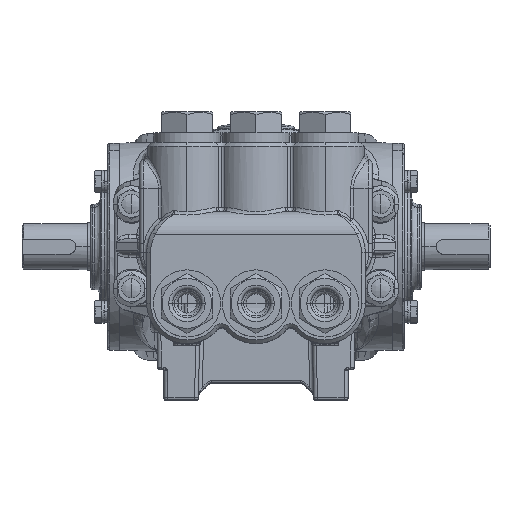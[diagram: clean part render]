
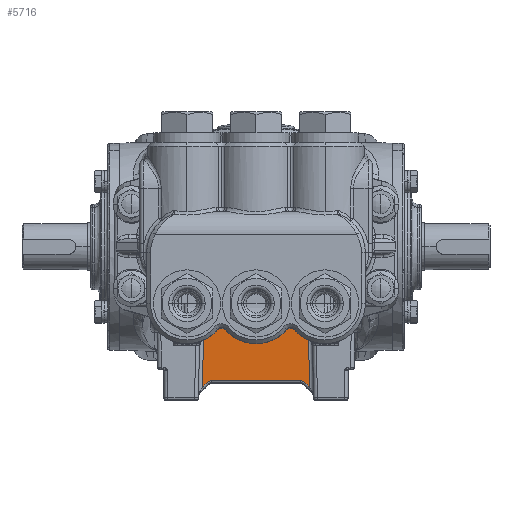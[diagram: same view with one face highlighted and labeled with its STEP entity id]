
A CAD part, top view. The second image highlights one B-rep face of the part: STEP entity #5716.
In plain terms, the highlighted planar face has unit normal (0, -0.018, 1).
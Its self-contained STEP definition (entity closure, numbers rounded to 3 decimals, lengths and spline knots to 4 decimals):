
#1100 = CARTESIAN_POINT ( 'NONE',  ( -0.9976, -2.795, 4.2975 ) ) ;
#1869 = VERTEX_POINT ( 'NONE', #107228 ) ;
#5617 = EDGE_CURVE ( 'NONE', #24291, #88294, #83204, .T. ) ;
#5716 = ADVANCED_FACE ( 'NONE', ( #75162 ), #94698, .T. ) ;
#5775 = CARTESIAN_POINT ( 'NONE',  ( 0.7177, -1.6684, 4.3172 ) ) ;
#8388 = ORIENTED_EDGE ( 'NONE', *, *, #63348, .T. ) ;
#8399 = ORIENTED_EDGE ( 'NONE', *, *, #5617, .F. ) ;
#11597 = VECTOR ( 'NONE', #72920, 39.3701 ) ;
#15735 = EDGE_CURVE ( 'NONE', #40723, #82067, #39016, .T. ) ;
#18112 = CARTESIAN_POINT ( 'NONE',  ( 0.9458, -2.7604, 4.2981 ) ) ;
#19240 = CARTESIAN_POINT ( 'NONE',  ( 0.914, -2.7604, 4.2981 ) ) ;
#19995 = CARTESIAN_POINT ( 'NONE',  ( 0.9976, -2.795, 4.2975 ) ) ;
#22280 = DIRECTION ( 'NONE',  ( 1., 0., 0. ) ) ;
#23074 = CARTESIAN_POINT ( 'NONE',  ( 1.0763, -1.6536, 4.3175 ) ) ;
#24291 = VERTEX_POINT ( 'NONE', #106626 ) ;
#24507 = ORIENTED_EDGE ( 'NONE', *, *, #96683, .T. ) ;
#26498 = EDGE_CURVE ( 'NONE', #40723, #46421, #99761, .T. ) ;
#26999 = CARTESIAN_POINT ( 'NONE',  ( -1.1264, -2.9239, 4.2953 ) ) ;
#30825 = CARTESIAN_POINT ( 'NONE',  ( -1.0751, -1.5883, 4.3186 ) ) ;
#31328 = CARTESIAN_POINT ( 'NONE',  ( -0.3589, -1.6762, 4.3171 ) ) ;
#31395 = CARTESIAN_POINT ( 'NONE',  ( 1.0751, -1.5883, 4.3186 ) ) ;
#32114 = ORIENTED_EDGE ( 'NONE', *, *, #85833, .T. ) ;
#32292 = CARTESIAN_POINT ( 'NONE',  ( 0., -1.6762, 4.3171 ) ) ;
#32517 = DIRECTION ( 'NONE',  ( 0., 1., 0.017 ) ) ;
#32990 = LINE ( 'NONE', #49160, #50891 ) ;
#36019 = CARTESIAN_POINT ( 'NONE',  ( -0.9976, -2.795, 4.2975 ) ) ;
#39016 = LINE ( 'NONE', #57475, #105114 ) ;
#40723 = VERTEX_POINT ( 'NONE', #95439 ) ;
#41713 = CARTESIAN_POINT ( 'NONE',  ( 1.1811, -3.1496, 4.2913 ) ) ;
#42228 = CARTESIAN_POINT ( 'NONE',  ( 0., -1.6762, 4.3171 ) ) ;
#46022 = ORIENTED_EDGE ( 'NONE', *, *, #52472, .F. ) ;
#46288 = EDGE_CURVE ( 'NONE', #94864, #92002, #52366, .T. ) ;
#46421 = VERTEX_POINT ( 'NONE', #1100 ) ;
#49160 = CARTESIAN_POINT ( 'NONE',  ( 1.1264, -2.9239, 4.2953 ) ) ;
#49826 = DIRECTION ( 'NONE',  ( 0., -0.017, 1. ) ) ;
#50891 = VECTOR ( 'NONE', #102110, 39.3701 ) ;
#52366 = B_SPLINE_CURVE_WITH_KNOTS ( 'NONE', 3,
 ( #23074, #5775, #76644, #32292 ),
 .UNSPECIFIED., .F., .F.,
 ( 4, 4 ),
 ( 0., 0.0273 ),
 .UNSPECIFIED. ) ;
#52472 = EDGE_CURVE ( 'NONE', #88294, #92002, #64889, .T. ) ;
#53337 = CARTESIAN_POINT ( 'NONE',  ( 0.9976, -2.795, 4.2975 ) ) ;
#53650 = CARTESIAN_POINT ( 'NONE',  ( 0.914, -2.7604, 4.2981 ) ) ;
#54096 = LINE ( 'NONE', #26999, #96847 ) ;
#57290 = CARTESIAN_POINT ( 'NONE',  ( -1.0763, -1.6536, 4.3175 ) ) ;
#57475 = CARTESIAN_POINT ( 'NONE',  ( 0.914, -2.7604, 4.2981 ) ) ;
#59309 = EDGE_CURVE ( 'NONE', #46421, #24291, #54096, .T. ) ;
#61598 = DIRECTION ( 'NONE',  ( -0.707, -0.707, -0.012 ) ) ;
#63348 = EDGE_CURVE ( 'NONE', #82067, #87936, #113915, .T. ) ;
#64889 = B_SPLINE_CURVE_WITH_KNOTS ( 'NONE', 3,
 ( #57290, #110201, #31328, #42228 ),
 .UNSPECIFIED., .F., .F.,
 ( 4, 4 ),
 ( 0., 0.0273 ),
 .UNSPECIFIED. ) ;
#65298 = CARTESIAN_POINT ( 'NONE',  ( 1.0763, -1.6536, 4.3175 ) ) ;
#67616 = ORIENTED_EDGE ( 'NONE', *, *, #26498, .F. ) ;
#67893 = ORIENTED_EDGE ( 'NONE', *, *, #59309, .F. ) ;
#70591 = CARTESIAN_POINT ( 'NONE',  ( -0.914, -2.7604, 4.2981 ) ) ;
#72920 = DIRECTION ( 'NONE',  ( 0.017, 1., 0.017 ) ) ;
#74231 = AXIS2_PLACEMENT_3D ( 'NONE', #41713, #49826, #32517 ) ;
#75144 = CARTESIAN_POINT ( 'NONE',  ( 0., -1.6762, 4.3171 ) ) ;
#75162 = FACE_OUTER_BOUND ( 'NONE', #91132, .T. ) ;
#76644 = CARTESIAN_POINT ( 'NONE',  ( 0.3589, -1.6762, 4.3171 ) ) ;
#76997 = ORIENTED_EDGE ( 'NONE', *, *, #15735, .T. ) ;
#82067 = VERTEX_POINT ( 'NONE', #53650 ) ;
#82492 = ORIENTED_EDGE ( 'NONE', *, *, #46288, .T. ) ;
#82948 = VECTOR ( 'NONE', #99971, 39.3701 ) ;
#83204 = LINE ( 'NONE', #30825, #11597 ) ;
#85833 = EDGE_CURVE ( 'NONE', #1869, #94864, #101093, .T. ) ;
#87936 = VERTEX_POINT ( 'NONE', #19995 ) ;
#88294 = VERTEX_POINT ( 'NONE', #91853 ) ;
#88429 = CARTESIAN_POINT ( 'NONE',  ( -0.9458, -2.7604, 4.2981 ) ) ;
#91132 = EDGE_LOOP ( 'NONE', ( #8388, #24507, #32114, #82492, #46022, #8399, #67893, #67616, #76997 ) ) ;
#91853 = CARTESIAN_POINT ( 'NONE',  ( -1.0763, -1.6536, 4.3175 ) ) ;
#92002 = VERTEX_POINT ( 'NONE', #75144 ) ;
#94698 = PLANE ( 'NONE',  #74231 ) ;
#94864 = VERTEX_POINT ( 'NONE', #65298 ) ;
#95439 = CARTESIAN_POINT ( 'NONE',  ( -0.914, -2.7604, 4.2981 ) ) ;
#96683 = EDGE_CURVE ( 'NONE', #87936, #1869, #32990, .T. ) ;
#96847 = VECTOR ( 'NONE', #61598, 39.3701 ) ;
#98190 = CARTESIAN_POINT ( 'NONE',  ( 0.9751, -2.7726, 4.2979 ) ) ;
#99761 =( BOUNDED_CURVE ( )  B_SPLINE_CURVE ( 3, ( #70591, #88429, #105716, #36019 ),
 .UNSPECIFIED., .F., .T. ) 
 B_SPLINE_CURVE_WITH_KNOTS ( ( 4, 4 ),
 ( 0., 0.7854 ),
 .UNSPECIFIED. ) 
 CURVE ( )  GEOMETRIC_REPRESENTATION_ITEM ( )  RATIONAL_B_SPLINE_CURVE ( ( 1., 0.949, 0.949, 1. ) ) 
 REPRESENTATION_ITEM ( '' )  );
#99971 = DIRECTION ( 'NONE',  ( -0.017, 1., 0.017 ) ) ;
#101093 = LINE ( 'NONE', #31395, #82948 ) ;
#102110 = DIRECTION ( 'NONE',  ( 0.707, -0.707, -0.012 ) ) ;
#105114 = VECTOR ( 'NONE', #22280, 39.3701 ) ;
#105716 = CARTESIAN_POINT ( 'NONE',  ( -0.9751, -2.7726, 4.2979 ) ) ;
#106626 = CARTESIAN_POINT ( 'NONE',  ( -1.0979, -2.8954, 4.2958 ) ) ;
#107228 = CARTESIAN_POINT ( 'NONE',  ( 1.0979, -2.8954, 4.2958 ) ) ;
#110201 = CARTESIAN_POINT ( 'NONE',  ( -0.7177, -1.6684, 4.3172 ) ) ;
#113915 =( BOUNDED_CURVE ( )  B_SPLINE_CURVE ( 3, ( #19240, #18112, #98190, #53337 ),
 .UNSPECIFIED., .F., .F. ) 
 B_SPLINE_CURVE_WITH_KNOTS ( ( 4, 4 ),
 ( 0., 0.7854 ),
 .UNSPECIFIED. ) 
 CURVE ( )  GEOMETRIC_REPRESENTATION_ITEM ( )  RATIONAL_B_SPLINE_CURVE ( ( 1., 0.949, 0.949, 1. ) ) 
 REPRESENTATION_ITEM ( '' )  );
